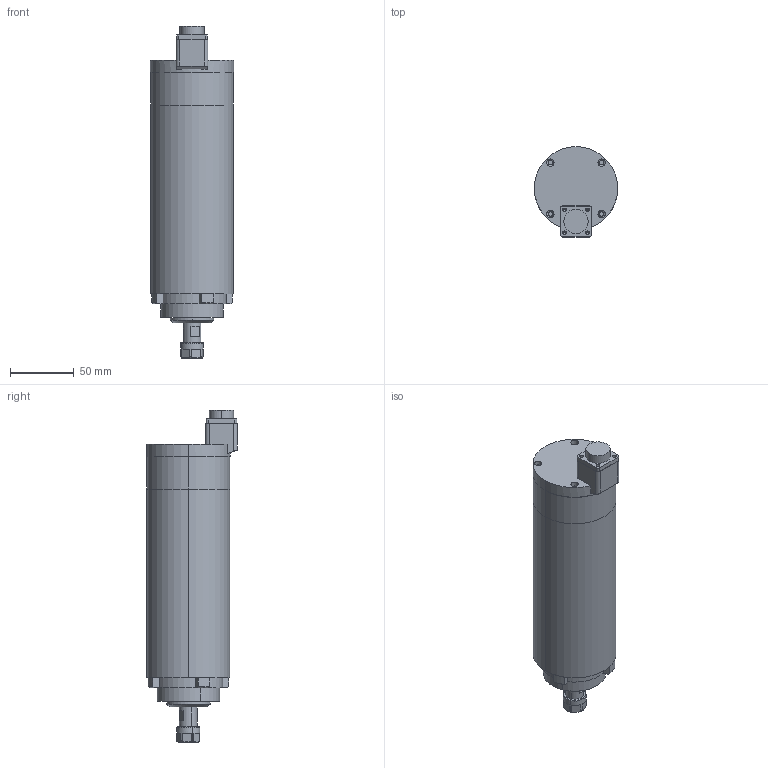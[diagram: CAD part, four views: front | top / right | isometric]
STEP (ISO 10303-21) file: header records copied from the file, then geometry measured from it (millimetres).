
FILE_DESCRIPTION (( 'STEP AP214' ), '1' );
FILE_NAME ('GDF65-24Z-0.8.STEP', '2024-07-19T05:00:16', ( '00' ), ( '' ), 'SwSTEP 2.0', 'SolidWorks 2018', '' );
FILE_SCHEMA (( 'AUTOMOTIVE_DESIGN' ));
Length unit declared in the file: millimetre
Products named in the file (10): 堤盄釱脣芛18x18M201﹞_1; GDF65-24Z-0.8儂褲; ER11蹟簽; GDF65-24Z-0.85前螺母; GDF65-24Z-0.85綴欶; GDF65-24Z-0.8; GDF65-24Z-0.8粣芛; GDF65-24Z-0.8儂裔; GDF65-24Z-0.8堤盄釱; ER11粟俶芠標
Assembly tree (9 placements, depth 2):
  GDF65-24Z-0.8
    GDF65-24Z-0.8儂褲
    GDF65-24Z-0.8堤盄釱
    GDF65-24Z-0.85綴欶
    GDF65-24Z-0.8儂裔
    GDF65-24Z-0.85前螺母
    GDF65-24Z-0.8粣芛
    堤盄釱脣芛18x18M201﹞_1
    ER11粟俶芠標
    ER11蹟簽
Bounding box: 65.5 x 71.25 x 260.5 mm (x, y, z)
Volume: 665618 mm3; surface area: 77644.1 mm2
Topology: 9 solids, 9 shells, 212 faces, 498 edges, 317 vertices
Faces by surface type: cylinder 103, plane 77, cone 28, bspline 4
Entity records: 9284 total; most frequent: CARTESIAN_POINT 1482, DIRECTION 1153, ORIENTED_EDGE 980, EDGE_CURVE 490, AXIS2_PLACEMENT_3D 464, VERTEX_POINT 317, EDGE_LOOP 263, CIRCLE 244
